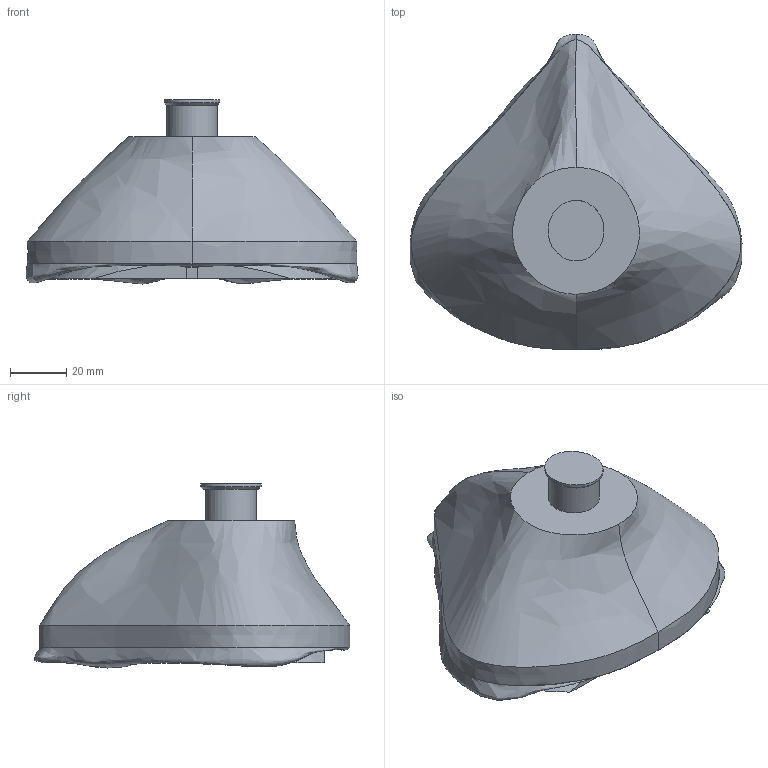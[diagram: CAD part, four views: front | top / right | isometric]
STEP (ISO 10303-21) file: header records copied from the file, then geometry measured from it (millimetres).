
FILE_DESCRIPTION( ( '' ), ' ' );
FILE_NAME( '5ea60589eb02100f8c52b3b2.step', '2020-04-26T22:04:57', ( '' ), ( '' ), ' ', ' ', ' ' );
FILE_SCHEMA( ( 'AUTOMOTIVE_DESIGN { 1 0 10303 214 1 1 1 1 }' ) );
Length unit declared in the file: metre
Products named in the file (1): Mould part 2
Bounding box: 117.58 x 111.83 x 65.19 mm (x, y, z)
Volume: 253719.7 mm3; surface area: 33549.5 mm2
Topology: 1 solids, 1 shells, 38 faces, 84 edges, 50 vertices
Faces by surface type: plane 15, bspline 15, extrusion 5, cylinder 3
Full cylindrical faces by diameter (mm): 18 x1
Entity records: 7681 total; most frequent: CARTESIAN_POINT 6714, ORIENTED_EDGE 158, EDGE_CURVE 79, DIRECTION 69, B_SPLINE_CURVE_WITH_KNOTS 65, VERTEX_POINT 48, EDGE_LOOP 43, FACE_OUTER_BOUND 41
